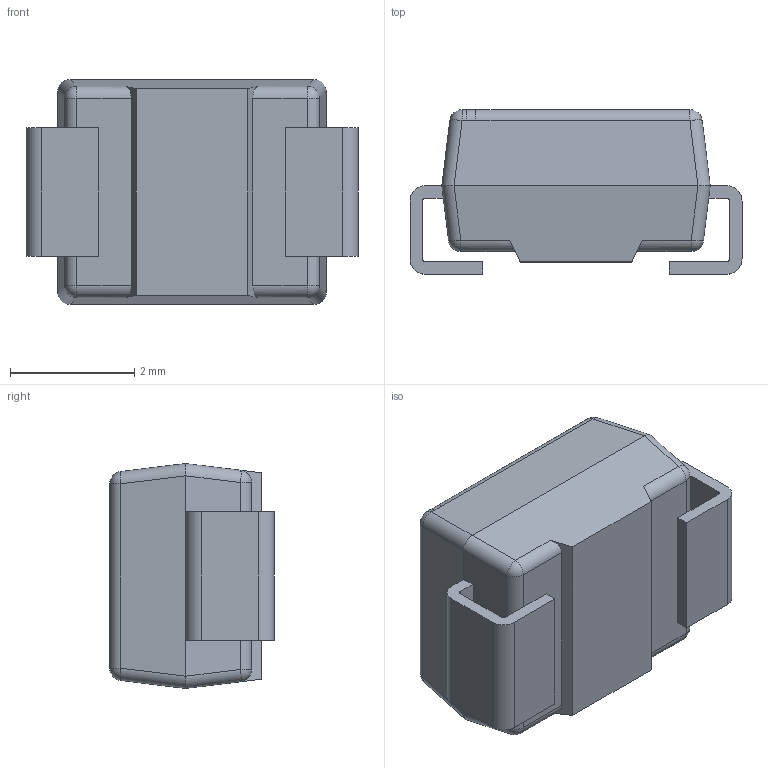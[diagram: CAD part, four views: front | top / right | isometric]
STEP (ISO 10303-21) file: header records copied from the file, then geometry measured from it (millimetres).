
FILE_DESCRIPTION (( 'STEP AP214' ), '1' );
FILE_NAME ('1KSMB100CA.STEP', '2022-01-21T03:37:59', ( '' ), ( '' ), 'SwSTEP 2.0', 'SolidWorks 2017', '' );
FILE_SCHEMA (( 'AUTOMOTIVE_DESIGN' ));
Length unit declared in the file: millimetre
Products named in the file (1): 1KSMB100CA
Bounding box: 5.35 x 2.65 x 3.62 mm (x, y, z)
Volume: 36.3 mm3; surface area: 89.7 mm2
Topology: 4 solids, 4 shells, 80 faces, 188 edges, 108 vertices
Faces by surface type: plane 42, cylinder 30, sphere 8
Entity records: 2245 total; most frequent: CARTESIAN_POINT 393, DIRECTION 382, ORIENTED_EDGE 360, EDGE_CURVE 180, AXIS2_PLACEMENT_3D 129, VECTOR 124, LINE 124, VERTEX_POINT 108
